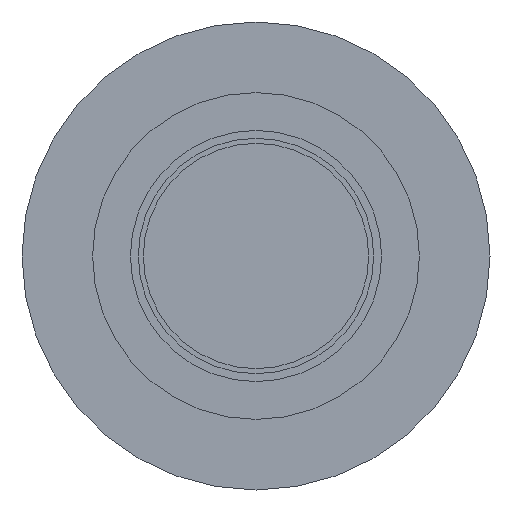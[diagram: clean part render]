
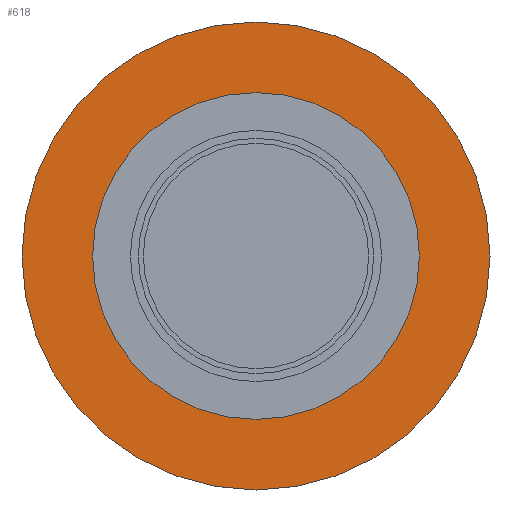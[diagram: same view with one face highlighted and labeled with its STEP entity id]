
A CAD part, front view. The second image highlights one B-rep face of the part: STEP entity #618.
In plain terms, the highlighted planar face has unit normal (0, -1, 0).
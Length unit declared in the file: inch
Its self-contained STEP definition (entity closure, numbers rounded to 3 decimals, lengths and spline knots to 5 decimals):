
#18 = EDGE_CURVE ( 'NONE', #495, #558, #1109, .T. ) ;
#19 = EDGE_CURVE ( 'NONE', #594, #544, #1120, .T. ) ;
#80 = EDGE_CURVE ( 'NONE', #558, #495, #1063, .T. ) ;
#202 = DIRECTION ( 'NONE',  ( 0., -1., 0. ) ) ;
#203 = CARTESIAN_POINT ( 'NONE',  ( 0., 0., 0. ) ) ;
#226 = DIRECTION ( 'NONE',  ( 0., 0., -1. ) ) ;
#261 = DIRECTION ( 'NONE',  ( 0., 1., 0. ) ) ;
#273 = PLANE ( 'NONE',  #917 ) ;
#280 = FACE_OUTER_BOUND ( 'NONE', #474, .T. ) ;
#284 = FACE_BOUND ( 'NONE', #475, .T. ) ;
#294 = CARTESIAN_POINT ( 'NONE',  ( 0., 0., 1.03 ) ) ;
#323 = DIRECTION ( 'NONE',  ( 0., 0., 1. ) ) ;
#346 = ORIENTED_EDGE ( 'NONE', *, *, #19, .F. ) ;
#362 = ORIENTED_EDGE ( 'NONE', *, *, #18, .T. ) ;
#444 = ORIENTED_EDGE ( 'NONE', *, *, #634, .F. ) ;
#474 = EDGE_LOOP ( 'NONE', ( #498, #362 ) ) ;
#475 = EDGE_LOOP ( 'NONE', ( #346, #444 ) ) ;
#495 = VERTEX_POINT ( 'NONE', #812 ) ;
#498 = ORIENTED_EDGE ( 'NONE', *, *, #80, .T. ) ;
#544 = VERTEX_POINT ( 'NONE', #795 ) ;
#558 = VERTEX_POINT ( 'NONE', #847 ) ;
#594 = VERTEX_POINT ( 'NONE', #679 ) ;
#618 = ADVANCED_FACE ( 'NONE', ( #284, #280 ), #273, .F. ) ;
#634 = EDGE_CURVE ( 'NONE', #544, #594, #906, .T. ) ;
#679 = CARTESIAN_POINT ( 'NONE',  ( 0., 0., -1.03 ) ) ;
#795 = CARTESIAN_POINT ( 'NONE',  ( 0., 0., 1.03 ) ) ;
#812 = CARTESIAN_POINT ( 'NONE',  ( 0., 0., 1.475 ) ) ;
#844 = DIRECTION ( 'NONE',  ( 0., 0., -1. ) ) ;
#847 = CARTESIAN_POINT ( 'NONE',  ( 0., 0., -1.475 ) ) ;
#850 = DIRECTION ( 'NONE',  ( 0., -1., 0. ) ) ;
#855 = CARTESIAN_POINT ( 'NONE',  ( 0., 0., 0. ) ) ;
#906 = CIRCLE ( 'NONE', #927, 1.03 ) ;
#917 = AXIS2_PLACEMENT_3D ( 'NONE', #294, #261, #323 ) ;
#927 = AXIS2_PLACEMENT_3D ( 'NONE', #203, #202, #226 ) ;
#974 = AXIS2_PLACEMENT_3D ( 'NONE', #855, #850, #844 ) ;
#1063 = CIRCLE ( 'NONE', #974, 1.475 ) ;
#1079 = AXIS2_PLACEMENT_3D ( 'NONE', #1278, #1141, #1243 ) ;
#1109 = CIRCLE ( 'NONE', #1119, 1.475 ) ;
#1119 = AXIS2_PLACEMENT_3D ( 'NONE', #1219, #1274, #1279 ) ;
#1120 = CIRCLE ( 'NONE', #1079, 1.03 ) ;
#1141 = DIRECTION ( 'NONE',  ( 0., -1., 0. ) ) ;
#1219 = CARTESIAN_POINT ( 'NONE',  ( 0., 0., 0. ) ) ;
#1243 = DIRECTION ( 'NONE',  ( 0., 0., -1. ) ) ;
#1274 = DIRECTION ( 'NONE',  ( 0., -1., 0. ) ) ;
#1278 = CARTESIAN_POINT ( 'NONE',  ( 0., 0., 0. ) ) ;
#1279 = DIRECTION ( 'NONE',  ( 0., 0., -1. ) ) ;
